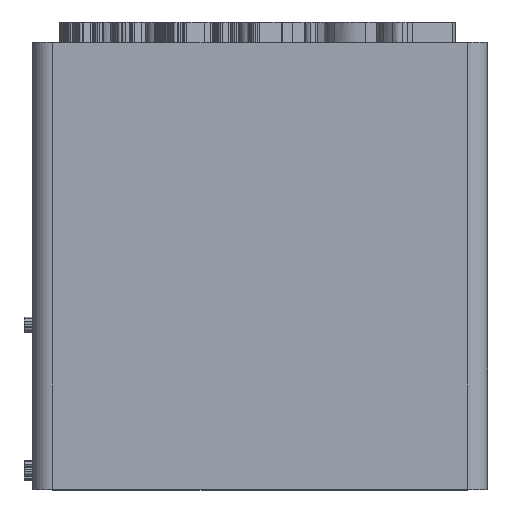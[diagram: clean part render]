
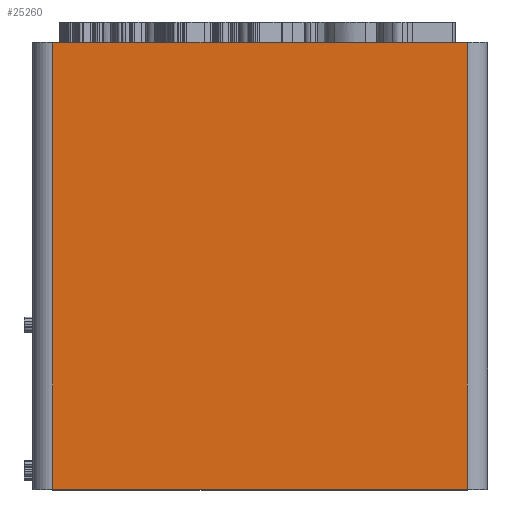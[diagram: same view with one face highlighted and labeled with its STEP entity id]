
A CAD part, top view. The second image highlights one B-rep face of the part: STEP entity #25260.
In plain terms, the highlighted planar face has unit normal (0, 0, 1).
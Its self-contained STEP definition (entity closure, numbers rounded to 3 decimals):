
#4920=FACE_OUTER_BOUND('',#6467,.T.);
#6467=EDGE_LOOP('',(#23665,#23666,#23667,#23668));
#7190=LINE('',#37729,#8778);
#7207=LINE('',#41259,#8795);
#7212=LINE('',#41407,#8800);
#8059=LINE('',#53687,#9647);
#8778=VECTOR('',#26746,10.);
#8795=VECTOR('',#26777,10.);
#8800=VECTOR('',#26926,10.);
#9647=VECTOR('',#28247,10.);
#10669=VERTEX_POINT('',#37726);
#10670=VERTEX_POINT('',#37728);
#11271=VERTEX_POINT('',#41257);
#11342=VERTEX_POINT('',#41405);
#13704=EDGE_CURVE('',#10669,#10670,#7190,.T.);
#14307=EDGE_CURVE('',#11271,#10669,#7207,.T.);
#14381=EDGE_CURVE('',#10670,#11342,#7212,.T.);
#16033=EDGE_CURVE('',#11271,#11342,#8059,.T.);
#23665=ORIENTED_EDGE('',*,*,#14307,.F.);
#23666=ORIENTED_EDGE('',*,*,#16033,.T.);
#23667=ORIENTED_EDGE('',*,*,#14381,.F.);
#23668=ORIENTED_EDGE('',*,*,#13704,.F.);
#23917=PLANE('',#25736);
#25260=ADVANCED_FACE('',(#4920),#23917,.T.);
#25736=AXIS2_PLACEMENT_3D('',#53686,#28245,#28246);
#26746=DIRECTION('',(1.,0.,0.));
#26777=DIRECTION('',(0.,1.,0.));
#26926=DIRECTION('',(0.,-1.,0.));
#28245=DIRECTION('center_axis',(0.,0.,1.));
#28246=DIRECTION('ref_axis',(1.,0.,0.));
#28247=DIRECTION('',(1.,0.,0.));
#37726=CARTESIAN_POINT('',(5.,110.,0.));
#37728=CARTESIAN_POINT('',(107.,110.,0.));
#37729=CARTESIAN_POINT('',(0.,110.,0.));
#41257=CARTESIAN_POINT('',(5.,0.,0.));
#41259=CARTESIAN_POINT('',(5.,0.,0.));
#41405=CARTESIAN_POINT('',(107.,0.,0.));
#41407=CARTESIAN_POINT('',(107.,27.5,0.));
#53686=CARTESIAN_POINT('Origin',(0.,0.,0.));
#53687=CARTESIAN_POINT('',(0.,0.,0.));
